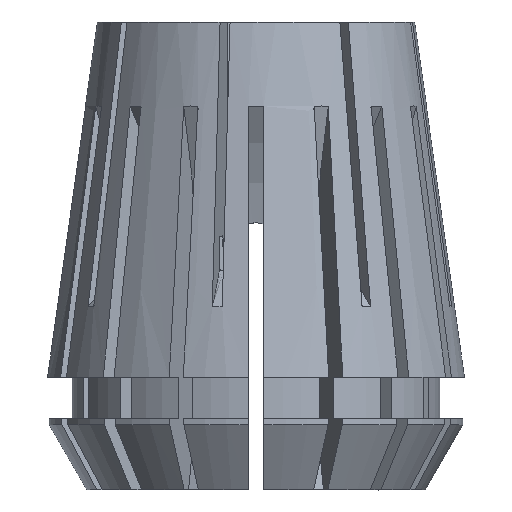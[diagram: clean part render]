
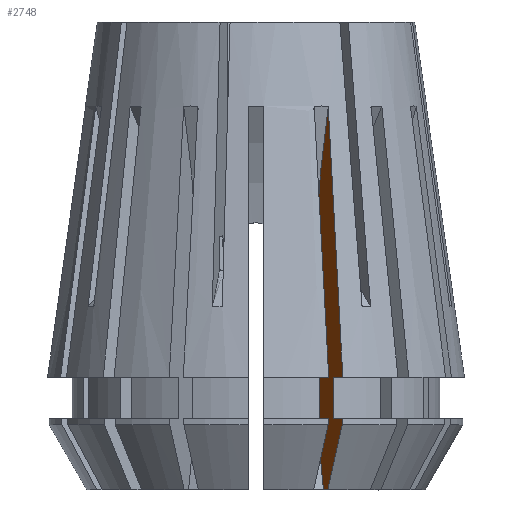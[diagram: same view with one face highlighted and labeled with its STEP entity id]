
A CAD part, front view. The second image highlights one B-rep face of the part: STEP entity #2748.
In plain terms, the highlighted planar face has unit normal (-0.924, -0.383, 0).
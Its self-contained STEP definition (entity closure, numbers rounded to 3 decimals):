
#68 = CARTESIAN_POINT ( 'NONE',  ( -5.706, 15.736, -39. ) ) ;
#310 = CARTESIAN_POINT ( 'NONE',  ( 28.647, -67.2, -29.021 ) ) ;
#355 = CARTESIAN_POINT ( 'NONE',  ( 8.533, -18.64, -34.9 ) ) ;
#400 = LINE ( 'NONE', #68, #2754 ) ;
#436 = CARTESIAN_POINT ( 'NONE',  ( 7.776, -16.813, -20.838 ) ) ;
#678 = LINE ( 'NONE', #2580, #4531 ) ;
#815 = ORIENTED_EDGE ( 'NONE', *, *, #6100, .F. ) ;
#1045 = VERTEX_POINT ( 'NONE', #1299 ) ;
#1105 = DIRECTION ( 'NONE',  ( 0., 0., -1. ) ) ;
#1299 = CARTESIAN_POINT ( 'NONE',  ( 6.625, -14.033, -46. ) ) ;
#1436 = EDGE_CURVE ( 'NONE', #2278, #3199, #3270, .T. ) ;
#1526 = VECTOR ( 'NONE', #2998, 1000. ) ;
#1663 = EDGE_CURVE ( 'NONE', #7176, #1671, #4826, .T. ) ;
#1671 = VERTEX_POINT ( 'NONE', #2140 ) ;
#1673 = VERTEX_POINT ( 'NONE', #4419 ) ;
#1779 = AXIS2_PLACEMENT_3D ( 'NONE', #310, #4743, #5346 ) ;
#1822 = FACE_OUTER_BOUND ( 'NONE', #7316, .T. ) ;
#1852 = CARTESIAN_POINT ( 'NONE',  ( 5.686, -11.767, -29.021 ) ) ;
#1893 = ORIENTED_EDGE ( 'NONE', *, *, #3906, .F. ) ;
#1962 = DIRECTION ( 'NONE',  ( -0.383, 0.924, 0. ) ) ;
#2079 = VECTOR ( 'NONE', #3512, 1000. ) ;
#2140 = CARTESIAN_POINT ( 'NONE',  ( 7.061, -15.088, -46. ) ) ;
#2158 = ORIENTED_EDGE ( 'NONE', *, *, #2432, .F. ) ;
#2175 = PLANE ( 'NONE',  #6205 ) ;
#2263 = CARTESIAN_POINT ( 'NONE',  ( 7.061, -15.088, -46. ) ) ;
#2278 = VERTEX_POINT ( 'NONE', #5524 ) ;
#2299 = ORIENTED_EDGE ( 'NONE', *, *, #5320, .F. ) ;
#2328 = EDGE_CURVE ( 'NONE', #1045, #4508, #4463, .T. ) ;
#2403 = CARTESIAN_POINT ( 'NONE',  ( 8.475, -18.501, -39.606 ) ) ;
#2432 = EDGE_CURVE ( 'NONE', #4508, #2278, #6864, .T. ) ;
#2554 = CARTESIAN_POINT ( 'NONE',  ( 8.393, -18.303, -32.304 ) ) ;
#2580 = CARTESIAN_POINT ( 'NONE',  ( -6.555, 17.785, -34.9 ) ) ;
#2661 = CARTESIAN_POINT ( 'NONE',  ( 28.647, -67.2, -29.021 ) ) ;
#2748 = ADVANCED_FACE ( 'NONE', ( #1822 ), #2175, .F. ) ;
#2754 = VECTOR ( 'NONE', #6806, 1000. ) ;
#2998 = DIRECTION ( 'NONE',  ( -0.383, 0.924, 0. ) ) ;
#3011 = LINE ( 'NONE', #5770, #1526 ) ;
#3199 = VERTEX_POINT ( 'NONE', #5491 ) ;
#3270 = B_SPLINE_CURVE_WITH_KNOTS ( 'NONE', 3,
 ( #7125, #4815, #436, #4342, #7097, #2554, #355 ),
 .UNSPECIFIED., .F., .F.,
 ( 4, 3, 4 ),
 ( 0.008, 0.027, 0.035 ),
 .UNSPECIFIED. ) ;
#3512 = DIRECTION ( 'NONE',  ( 0., 0., -1. ) ) ;
#3618 = CARTESIAN_POINT ( 'NONE',  ( 7.614, -16.421, -34.9 ) ) ;
#3906 = EDGE_CURVE ( 'NONE', #5468, #7176, #6566, .T. ) ;
#3924 = CARTESIAN_POINT ( 'NONE',  ( 7.614, -16.421, 0. ) ) ;
#3956 = CARTESIAN_POINT ( 'NONE',  ( 8.475, -18.501, -39.606 ) ) ;
#4027 = CARTESIAN_POINT ( 'NONE',  ( 8.004, -17.364, -41.738 ) ) ;
#4040 = CARTESIAN_POINT ( 'NONE',  ( 28.647, -67.2, -29.021 ) ) ;
#4074 = ORIENTED_EDGE ( 'NONE', *, *, #2328, .F. ) ;
#4342 = CARTESIAN_POINT ( 'NONE',  ( 8.114, -17.628, -27.113 ) ) ;
#4419 = CARTESIAN_POINT ( 'NONE',  ( 7.614, -16.421, -39. ) ) ;
#4463 = CIRCLE ( 'NONE', #7022, 60. ) ;
#4508 = VERTEX_POINT ( 'NONE', #1852 ) ;
#4531 = VECTOR ( 'NONE', #1962, 1000. ) ;
#4743 = DIRECTION ( 'NONE',  ( 0.924, 0.383, 0. ) ) ;
#4815 = CARTESIAN_POINT ( 'NONE',  ( 7.438, -15.998, -14.563 ) ) ;
#4826 = B_SPLINE_CURVE_WITH_KNOTS ( 'NONE', 3,
 ( #2403, #4027, #5329, #2263 ),
 .UNSPECIFIED., .F., .F.,
 ( 4, 4 ),
 ( 0., 0.007 ),
 .UNSPECIFIED. ) ;
#5146 = DIRECTION ( 'NONE',  ( -0.383, 0.924, 0. ) ) ;
#5320 = EDGE_CURVE ( 'NONE', #3199, #6956, #678, .T. ) ;
#5329 = CARTESIAN_POINT ( 'NONE',  ( 7.533, -16.226, -43.869 ) ) ;
#5346 = DIRECTION ( 'NONE',  ( -0.383, 0.924, 0. ) ) ;
#5468 = VERTEX_POINT ( 'NONE', #5553 ) ;
#5491 = CARTESIAN_POINT ( 'NONE',  ( 8.533, -18.64, -34.9 ) ) ;
#5524 = CARTESIAN_POINT ( 'NONE',  ( 7.1, -15.182, -8.288 ) ) ;
#5553 = CARTESIAN_POINT ( 'NONE',  ( 8.475, -18.501, -39. ) ) ;
#5670 = VECTOR ( 'NONE', #1105, 1000. ) ;
#5722 = DIRECTION ( 'NONE',  ( 0.924, 0.383, 0. ) ) ;
#5770 = CARTESIAN_POINT ( 'NONE',  ( -5.197, 14.506, -46. ) ) ;
#6100 = EDGE_CURVE ( 'NONE', #6956, #1673, #6191, .T. ) ;
#6191 = LINE ( 'NONE', #3924, #5670 ) ;
#6205 = AXIS2_PLACEMENT_3D ( 'NONE', #2661, #6798, #6820 ) ;
#6289 = ORIENTED_EDGE ( 'NONE', *, *, #6758, .F. ) ;
#6566 = LINE ( 'NONE', #6941, #2079 ) ;
#6659 = EDGE_CURVE ( 'NONE', #1673, #5468, #400, .T. ) ;
#6758 = EDGE_CURVE ( 'NONE', #1671, #1045, #3011, .T. ) ;
#6798 = DIRECTION ( 'NONE',  ( 0.924, 0.383, 0. ) ) ;
#6806 = DIRECTION ( 'NONE',  ( 0.383, -0.924, 0. ) ) ;
#6820 = DIRECTION ( 'NONE',  ( -0.383, 0.924, 0. ) ) ;
#6864 = CIRCLE ( 'NONE', #1779, 60. ) ;
#6941 = CARTESIAN_POINT ( 'NONE',  ( 8.475, -18.501, 0. ) ) ;
#6956 = VERTEX_POINT ( 'NONE', #3618 ) ;
#6962 = ORIENTED_EDGE ( 'NONE', *, *, #1436, .F. ) ;
#7022 = AXIS2_PLACEMENT_3D ( 'NONE', #4040, #5722, #5146 ) ;
#7068 = ORIENTED_EDGE ( 'NONE', *, *, #1663, .F. ) ;
#7097 = CARTESIAN_POINT ( 'NONE',  ( 8.253, -17.966, -29.709 ) ) ;
#7104 = ORIENTED_EDGE ( 'NONE', *, *, #6659, .F. ) ;
#7125 = CARTESIAN_POINT ( 'NONE',  ( 7.1, -15.182, -8.288 ) ) ;
#7176 = VERTEX_POINT ( 'NONE', #3956 ) ;
#7316 = EDGE_LOOP ( 'NONE', ( #4074, #6289, #7068, #1893, #7104, #815, #2299, #6962, #2158 ) ) ;
